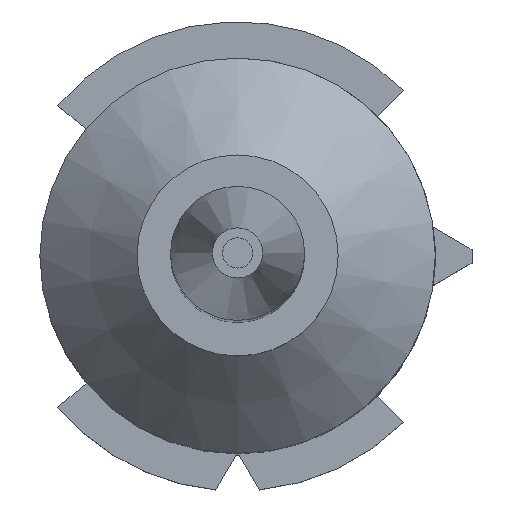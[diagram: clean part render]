
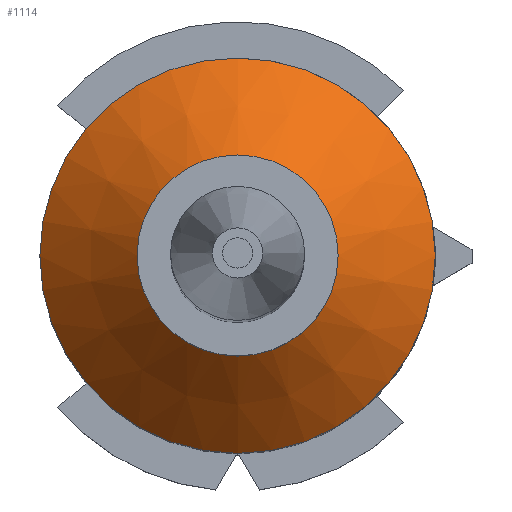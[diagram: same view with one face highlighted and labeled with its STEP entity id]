
A CAD part, top view. The second image highlights one B-rep face of the part: STEP entity #1114.
In plain terms, the highlighted conical face has half-angle 45 degrees and reference radius 3 mm.
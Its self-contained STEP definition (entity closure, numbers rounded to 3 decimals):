
#357=CONICAL_SURFACE('',#1170,3.,0.785);
#387=CIRCLE('',#1165,3.);
#391=CIRCLE('',#1171,5.9);
#451=ORIENTED_EDGE('',*,*,#552,.T.);
#452=ORIENTED_EDGE('',*,*,#544,.F.);
#544=EDGE_CURVE('',#596,#596,#387,.T.);
#552=EDGE_CURVE('',#603,#603,#391,.T.);
#596=VERTEX_POINT('',#1418);
#603=VERTEX_POINT('',#1435);
#690=EDGE_LOOP('',(#451));
#691=EDGE_LOOP('',(#452));
#726=FACE_BOUND('',#690,.T.);
#727=FACE_BOUND('',#691,.T.);
#1114=ADVANCED_FACE('',(#726,#727),#357,.T.);
#1165=AXIS2_PLACEMENT_3D('',#1417,#1275,#1276);
#1170=AXIS2_PLACEMENT_3D('',#1433,#1289,#1290);
#1171=AXIS2_PLACEMENT_3D('',#1434,#1291,#1292);
#1275=DIRECTION('',(0.,0.,1.));
#1276=DIRECTION('',(0.,-1.,0.));
#1289=DIRECTION('',(0.,0.,-1.));
#1290=DIRECTION('',(0.,1.,0.));
#1291=DIRECTION('',(0.,0.,1.));
#1292=DIRECTION('',(0.,-1.,0.));
#1417=CARTESIAN_POINT('',(0.,0.,15.));
#1418=CARTESIAN_POINT('',(0.,-3.,15.));
#1433=CARTESIAN_POINT('',(0.,0.,15.));
#1434=CARTESIAN_POINT('',(0.,0.,12.1));
#1435=CARTESIAN_POINT('',(0.,-5.9,12.1));
